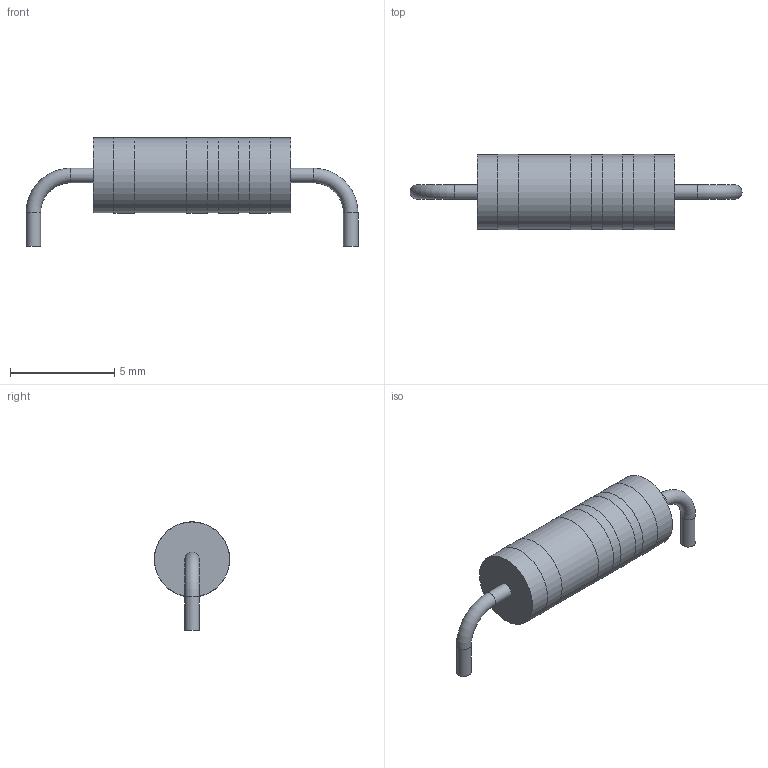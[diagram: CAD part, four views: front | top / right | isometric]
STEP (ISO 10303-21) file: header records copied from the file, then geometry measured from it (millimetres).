
FILE_DESCRIPTION(('FreeCAD Model'),'2;1');
FILE_NAME('Assembly CC Resistor.step','2019-04-27T23:19:25',('Author'),('' ),'Open CASCADE STEP processor 7.3','FreeCAD','Unknown');
FILE_SCHEMA(('AUTOMOTIVE_DESIGN { 1 0 10303 214 1 1 1 1 }'));
Length unit declared in the file: millimetre
Products named in the file (6): CC_Band_002; CC_Band_003; CC_Band_004; CC_Band_001; CC_Body_001; CC_Leads_001
Bounding box: 15.94 x 3.62 x 5.21 mm (x, y, z)
Volume: 142.1 mm3; surface area: 321.6 mm2
Topology: 6 solids, 6 shells, 23 faces, 29 edges, 18 vertices
Faces by surface type: plane 12, cylinder 9, torus 2
Full cylindrical faces by diameter (mm): 0.7 x4, 3.6 x1, 3.62 x4
Entity records: 676 total; most frequent: DIRECTION 97, CARTESIAN_POINT 71, ORIENTED_EDGE 58, AXIS2_PLACEMENT_3D 44, EDGE_CURVE 29, FACE_BOUND 25, EDGE_LOOP 25, ADVANCED_FACE 23
